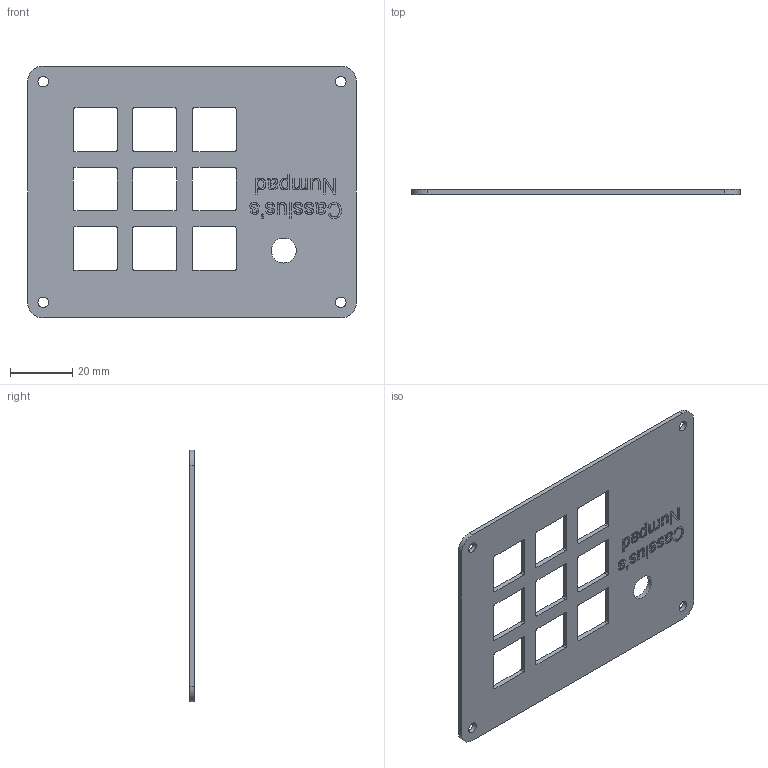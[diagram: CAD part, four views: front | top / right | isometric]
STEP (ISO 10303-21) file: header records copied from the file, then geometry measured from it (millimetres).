
FILE_DESCRIPTION(/* description */ (''),/* implementation_level */ '2;1');
FILE_NAME(/* name */ 'top case.step',/* time_stamp */ '2025-12-18T10:44:25-05:00',/* author */ (''),/* organization */ (''),/* preprocessor_version */ 'ST-DEVELOPER v20.1',/* originating_system */ 'Autodesk Translation Framework v14.21.0.0',/* authorisation */ '');
FILE_SCHEMA (('AUTOMOTIVE_DESIGN { 1 0 10303 214 3 1 1 }'));
Length unit declared in the file: millimetre
Products named in the file (1): 2025-12-15-11-44-56-138
Bounding box: 105.3 x 1.5 x 80.7 mm (x, y, z)
Volume: 9924 mm3; surface area: 14708.9 mm2
Topology: 1 solids, 1 shells, 473 faces, 1353 edges, 902 vertices
Faces by surface type: bspline 288, plane 140, cylinder 45
Full cylindrical faces by diameter (mm): 3.4 x4, 8 x1
Entity records: 18166 total; most frequent: CARTESIAN_POINT 7625, ORIENTED_EDGE 2706, EDGE_CURVE 1353, DIRECTION 1239, VERTEX_POINT 902, LINE 687, VECTOR 687, B_SPLINE_CURVE_WITH_KNOTS 576
